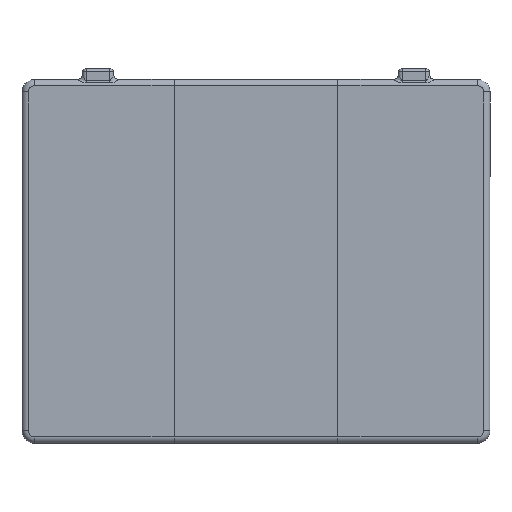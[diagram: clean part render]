
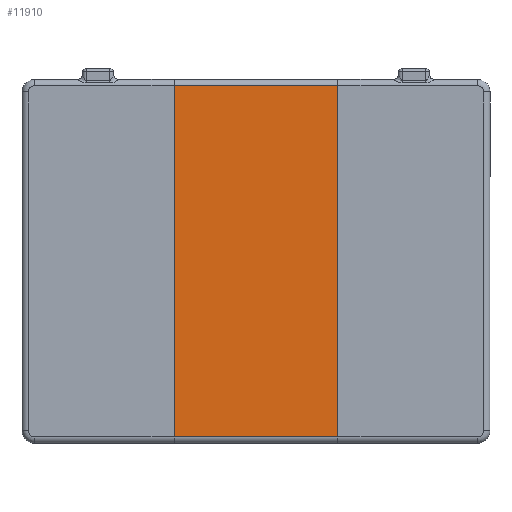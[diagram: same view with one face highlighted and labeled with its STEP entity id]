
A CAD part, front view. The second image highlights one B-rep face of the part: STEP entity #11910.
In plain terms, the highlighted planar face has unit normal (0, -1, 0).
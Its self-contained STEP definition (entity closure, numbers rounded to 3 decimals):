
#243 = LINE ( 'NONE', #2674, #6083 ) ;
#261 = VECTOR ( 'NONE', #778, 1000. ) ;
#358 = CARTESIAN_POINT ( 'NONE',  ( -0.35, 0., 0.728 ) ) ;
#778 = DIRECTION ( 'NONE',  ( 0., 0., -1. ) ) ;
#991 = EDGE_CURVE ( 'NONE', #5819, #2408, #11622, .T. ) ;
#1127 = CARTESIAN_POINT ( 'NONE',  ( 0.35, 0., 0.728 ) ) ;
#1742 = LINE ( 'NONE', #13021, #10091 ) ;
#2322 = EDGE_LOOP ( 'NONE', ( #5767, #4515, #5501, #4459 ) ) ;
#2408 = VERTEX_POINT ( 'NONE', #1127 ) ;
#2480 = VERTEX_POINT ( 'NONE', #6983 ) ;
#2674 = CARTESIAN_POINT ( 'NONE',  ( 0.35, 0., 0. ) ) ;
#3870 = CARTESIAN_POINT ( 'NONE',  ( 0.947, 0., 0.728 ) ) ;
#4332 = DIRECTION ( 'NONE',  ( 0., 0., -1. ) ) ;
#4459 = ORIENTED_EDGE ( 'NONE', *, *, #6466, .F. ) ;
#4515 = ORIENTED_EDGE ( 'NONE', *, *, #6189, .T. ) ;
#4628 = AXIS2_PLACEMENT_3D ( 'NONE', #5380, #10534, #4332 ) ;
#5380 = CARTESIAN_POINT ( 'NONE',  ( 0., 0., 0. ) ) ;
#5478 = FACE_OUTER_BOUND ( 'NONE', #2322, .T. ) ;
#5501 = ORIENTED_EDGE ( 'NONE', *, *, #10666, .F. ) ;
#5767 = ORIENTED_EDGE ( 'NONE', *, *, #991, .F. ) ;
#5819 = VERTEX_POINT ( 'NONE', #358 ) ;
#5825 = DIRECTION ( 'NONE',  ( 0., 0., -1. ) ) ;
#5920 = DIRECTION ( 'NONE',  ( -1., 0., 0. ) ) ;
#6047 = VECTOR ( 'NONE', #8933, 1000. ) ;
#6083 = VECTOR ( 'NONE', #5825, 1000. ) ;
#6189 = EDGE_CURVE ( 'NONE', #5819, #10089, #11652, .T. ) ;
#6466 = EDGE_CURVE ( 'NONE', #2408, #2480, #243, .T. ) ;
#6983 = CARTESIAN_POINT ( 'NONE',  ( 0.35, 0., -0.773 ) ) ;
#7625 = CARTESIAN_POINT ( 'NONE',  ( -0.35, 0., -0.773 ) ) ;
#8933 = DIRECTION ( 'NONE',  ( 1., 0., 0. ) ) ;
#10089 = VERTEX_POINT ( 'NONE', #7625 ) ;
#10091 = VECTOR ( 'NONE', #5920, 1000. ) ;
#10497 = PLANE ( 'NONE',  #4628 ) ;
#10534 = DIRECTION ( 'NONE',  ( 0., 1., 0. ) ) ;
#10666 = EDGE_CURVE ( 'NONE', #2480, #10089, #1742, .T. ) ;
#10813 = CARTESIAN_POINT ( 'NONE',  ( -0.35, 0., 0. ) ) ;
#11622 = LINE ( 'NONE', #3870, #6047 ) ;
#11652 = LINE ( 'NONE', #10813, #261 ) ;
#11910 = ADVANCED_FACE ( 'NONE', ( #5478 ), #10497, .F. ) ;
#13021 = CARTESIAN_POINT ( 'NONE',  ( -0.947, 0., -0.773 ) ) ;
